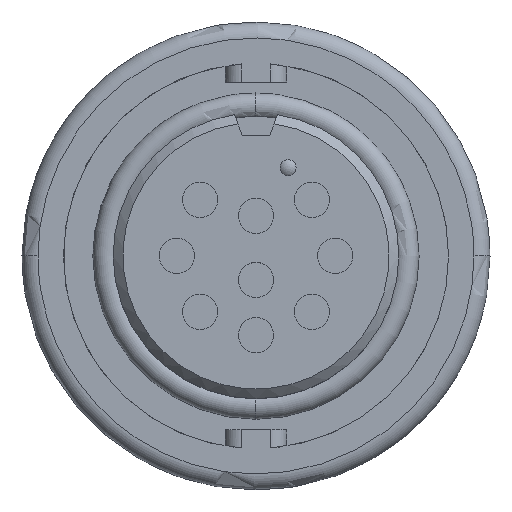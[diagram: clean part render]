
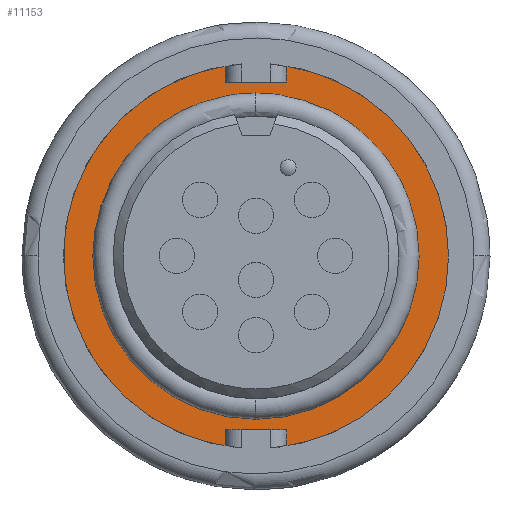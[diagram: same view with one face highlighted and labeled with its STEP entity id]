
A CAD part, top view. The second image highlights one B-rep face of the part: STEP entity #11153.
In plain terms, the highlighted planar face has unit normal (0, 0, 1).
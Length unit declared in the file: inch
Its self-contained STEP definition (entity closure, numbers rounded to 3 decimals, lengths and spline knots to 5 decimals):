
#869 = EDGE_LOOP ( 'NONE', ( #9344, #9340 ) ) ;
#1052 = EDGE_LOOP ( 'NONE', ( #9339, #9336, #9342, #9338, #9334, #9333, #9331, #9330, #9332 ) ) ;
#1486 = CARTESIAN_POINT ( 'NONE',  ( -0.0575, 0.325, -0.29324 ) ) ;
#1499 = CARTESIAN_POINT ( 'NONE',  ( 0.0575, -0.35538, -0.29324 ) ) ;
#1521 = CARTESIAN_POINT ( 'NONE',  ( 0.0575, -0.325, -0.29324 ) ) ;
#1523 = CARTESIAN_POINT ( 'NONE',  ( -0.0575, -0.35538, -0.29324 ) ) ;
#1562 = CARTESIAN_POINT ( 'NONE',  ( 0.0575, 0.325, -0.29324 ) ) ;
#1628 = CARTESIAN_POINT ( 'NONE',  ( -0.0575, 0.35538, -0.29324 ) ) ;
#5100 = EDGE_CURVE ( 'NONE', #9589, #9463, #5572, .T. ) ;
#5327 = EDGE_CURVE ( 'NONE', #6579, #9486, #11954, .T. ) ;
#5337 = EDGE_CURVE ( 'NONE', #6627, #6827, #12032, .T. ) ;
#5362 = EDGE_CURVE ( 'NONE', #9493, #9486, #5642, .T. ) ;
#5370 = EDGE_CURVE ( 'NONE', #6669, #6627, #12223, .T. ) ;
#5383 = EDGE_CURVE ( 'NONE', #6669, #9493, #5654, .T. ) ;
#5384 = EDGE_CURVE ( 'NONE', #6487, #6624, #5653, .T. ) ;
#5392 = EDGE_CURVE ( 'NONE', #6692, #6579, #12334, .T. ) ;
#5396 = EDGE_CURVE ( 'NONE', #9463, #9589, #5666, .T. ) ;
#5463 = EDGE_CURVE ( 'NONE', #6487, #6692, #10192, .T. ) ;
#5464 = EDGE_CURVE ( 'NONE', #6827, #6624, #10189, .T. ) ;
#5572 = CIRCLE ( 'NONE', #7543, 0.30359 ) ;
#5642 = CIRCLE ( 'NONE', #7430, 0.36 ) ;
#5653 = CIRCLE ( 'NONE', #7338, 0.36 ) ;
#5654 = CIRCLE ( 'NONE', #7402, 0.36 ) ;
#5666 = CIRCLE ( 'NONE', #8009, 0.30359 ) ;
#6487 = VERTEX_POINT ( 'NONE', #1628 ) ;
#6579 = VERTEX_POINT ( 'NONE', #1562 ) ;
#6624 = VERTEX_POINT ( 'NONE', #1523 ) ;
#6627 = VERTEX_POINT ( 'NONE', #1521 ) ;
#6669 = VERTEX_POINT ( 'NONE', #1499 ) ;
#6692 = VERTEX_POINT ( 'NONE', #1486 ) ;
#6827 = VERTEX_POINT ( 'NONE', #13986 ) ;
#7338 = AXIS2_PLACEMENT_3D ( 'NONE', #12300, #12301, #12302 ) ;
#7340 = VECTOR ( 'NONE', #12225, 39.37008 ) ;
#7397 = VECTOR ( 'NONE', #12034, 39.37008 ) ;
#7402 = AXIS2_PLACEMENT_3D ( 'NONE', #12294, #12298, #12299 ) ;
#7430 = AXIS2_PLACEMENT_3D ( 'NONE', #12198, #12199, #12200 ) ;
#7526 = FACE_BOUND ( 'NONE', #869, .T. ) ;
#7543 = AXIS2_PLACEMENT_3D ( 'NONE', #8858, #9277, #9272 ) ;
#7631 = VECTOR ( 'NONE', #11956, 39.37008 ) ;
#7759 = AXIS2_PLACEMENT_3D ( 'NONE', #14507, #14506, #14505 ) ;
#7878 = FACE_OUTER_BOUND ( 'NONE', #1052, .T. ) ;
#7945 = VECTOR ( 'NONE', #12336, 39.37008 ) ;
#7947 = VECTOR ( 'NONE', #10190, 39.37008 ) ;
#8009 = AXIS2_PLACEMENT_3D ( 'NONE', #12358, #12359, #12360 ) ;
#8111 = VECTOR ( 'NONE', #10187, 39.37008 ) ;
#8858 = CARTESIAN_POINT ( 'NONE',  ( 0., 0., -0.29324 ) ) ;
#9272 = DIRECTION ( 'NONE',  ( 0., 1., 0. ) ) ;
#9277 = DIRECTION ( 'NONE',  ( 0., 0., 1. ) ) ;
#9330 = ORIENTED_EDGE ( 'NONE', *, *, #5337, .F. ) ;
#9331 = ORIENTED_EDGE ( 'NONE', *, *, #5464, .F. ) ;
#9332 = ORIENTED_EDGE ( 'NONE', *, *, #5370, .F. ) ;
#9333 = ORIENTED_EDGE ( 'NONE', *, *, #5384, .T. ) ;
#9334 = ORIENTED_EDGE ( 'NONE', *, *, #5463, .F. ) ;
#9336 = ORIENTED_EDGE ( 'NONE', *, *, #5362, .T. ) ;
#9338 = ORIENTED_EDGE ( 'NONE', *, *, #5392, .F. ) ;
#9339 = ORIENTED_EDGE ( 'NONE', *, *, #5383, .T. ) ;
#9340 = ORIENTED_EDGE ( 'NONE', *, *, #5100, .F. ) ;
#9342 = ORIENTED_EDGE ( 'NONE', *, *, #5327, .F. ) ;
#9344 = ORIENTED_EDGE ( 'NONE', *, *, #5396, .F. ) ;
#9463 = VERTEX_POINT ( 'NONE', #13833 ) ;
#9486 = VERTEX_POINT ( 'NONE', #14133 ) ;
#9493 = VERTEX_POINT ( 'NONE', #14076 ) ;
#9589 = VERTEX_POINT ( 'NONE', #13726 ) ;
#10187 = DIRECTION ( 'NONE',  ( 0., -1., 0. ) ) ;
#10188 = CARTESIAN_POINT ( 'NONE',  ( -0.0575, 0., -0.29324 ) ) ;
#10189 = LINE ( 'NONE', #10188, #8111 ) ;
#10190 = DIRECTION ( 'NONE',  ( 0., -1., 0. ) ) ;
#10191 = CARTESIAN_POINT ( 'NONE',  ( -0.0575, 0., -0.29324 ) ) ;
#10192 = LINE ( 'NONE', #10191, #7947 ) ;
#11153 = ADVANCED_FACE ( 'NONE', ( #7526, #7878 ), #14508, .F. ) ;
#11954 = LINE ( 'NONE', #11955, #7631 ) ;
#11955 = CARTESIAN_POINT ( 'NONE',  ( 0.0575, 0., -0.29324 ) ) ;
#11956 = DIRECTION ( 'NONE',  ( 0., 1., 0. ) ) ;
#12032 = LINE ( 'NONE', #12033, #7397 ) ;
#12033 = CARTESIAN_POINT ( 'NONE',  ( 0., -0.325, -0.29324 ) ) ;
#12034 = DIRECTION ( 'NONE',  ( -1., 0., 0. ) ) ;
#12198 = CARTESIAN_POINT ( 'NONE',  ( 0., 0., -0.29324 ) ) ;
#12199 = DIRECTION ( 'NONE',  ( 0., 0., 1. ) ) ;
#12200 = DIRECTION ( 'NONE',  ( 1., 0., 0. ) ) ;
#12223 = LINE ( 'NONE', #12224, #7340 ) ;
#12224 = CARTESIAN_POINT ( 'NONE',  ( 0.0575, 0., -0.29324 ) ) ;
#12225 = DIRECTION ( 'NONE',  ( 0., 1., 0. ) ) ;
#12294 = CARTESIAN_POINT ( 'NONE',  ( 0., 0., -0.29324 ) ) ;
#12298 = DIRECTION ( 'NONE',  ( 0., 0., 1. ) ) ;
#12299 = DIRECTION ( 'NONE',  ( 1., 0., 0. ) ) ;
#12300 = CARTESIAN_POINT ( 'NONE',  ( 0., 0., -0.29324 ) ) ;
#12301 = DIRECTION ( 'NONE',  ( 0., 0., 1. ) ) ;
#12302 = DIRECTION ( 'NONE',  ( 1., 0., 0. ) ) ;
#12334 = LINE ( 'NONE', #12335, #7945 ) ;
#12335 = CARTESIAN_POINT ( 'NONE',  ( 0., 0.325, -0.29324 ) ) ;
#12336 = DIRECTION ( 'NONE',  ( 1., 0., 0. ) ) ;
#12358 = CARTESIAN_POINT ( 'NONE',  ( 0., 0., -0.29324 ) ) ;
#12359 = DIRECTION ( 'NONE',  ( 0., 0., 1. ) ) ;
#12360 = DIRECTION ( 'NONE',  ( 0., 1., 0. ) ) ;
#13726 = CARTESIAN_POINT ( 'NONE',  ( 0., -0.30359, -0.29324 ) ) ;
#13833 = CARTESIAN_POINT ( 'NONE',  ( 0., 0.30359, -0.29324 ) ) ;
#13986 = CARTESIAN_POINT ( 'NONE',  ( -0.0575, -0.325, -0.29324 ) ) ;
#14076 = CARTESIAN_POINT ( 'NONE',  ( 0.36, 0., -0.29324 ) ) ;
#14133 = CARTESIAN_POINT ( 'NONE',  ( 0.0575, 0.35538, -0.29324 ) ) ;
#14505 = DIRECTION ( 'NONE',  ( -1., 0., 0. ) ) ;
#14506 = DIRECTION ( 'NONE',  ( 0., 0., -1. ) ) ;
#14507 = CARTESIAN_POINT ( 'NONE',  ( 0., 0., -0.29324 ) ) ;
#14508 = PLANE ( 'NONE',  #7759 ) ;
